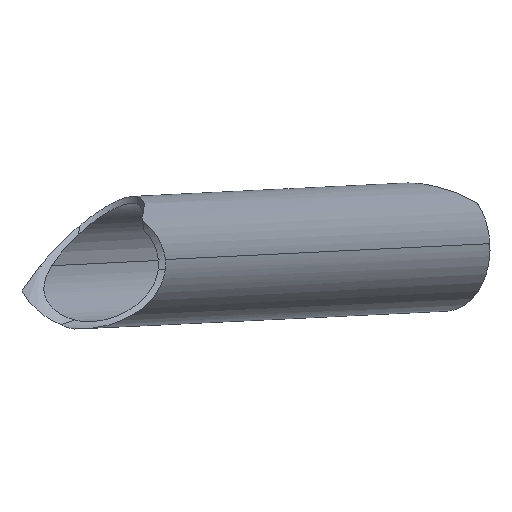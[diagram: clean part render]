
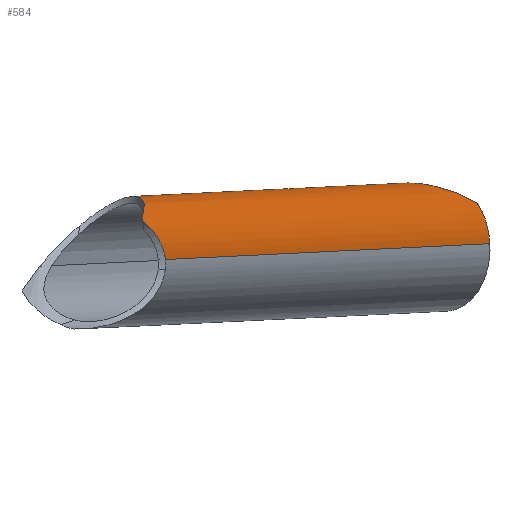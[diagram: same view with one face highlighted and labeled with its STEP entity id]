
A CAD part, top view. The second image highlights one B-rep face of the part: STEP entity #584.
In plain terms, the highlighted cylindrical face has radius 14 mm (diameter 28 mm), a partial arc.
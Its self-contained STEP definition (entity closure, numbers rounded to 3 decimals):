
#63=CARTESIAN_POINT('Vertex',(-1928.516,-295.995,70.909)) ;
#67=CARTESIAN_POINT('Control Point',(-1937.053,-304.69,88.696)) ;
#68=CARTESIAN_POINT('Control Point',(-1936.298,-303.757,86.378)) ;
#69=CARTESIAN_POINT('Control Point',(-1935.481,-302.796,84.091)) ;
#70=CARTESIAN_POINT('Control Point',(-1934.601,-301.812,81.859)) ;
#71=CARTESIAN_POINT('Control Point',(-1933.,-300.11,78.198)) ;
#72=CARTESIAN_POINT('Control Point',(-1931.119,-298.294,74.733)) ;
#73=CARTESIAN_POINT('Control Point',(-1930.325,-297.558,73.406)) ;
#74=CARTESIAN_POINT('Control Point',(-1929.463,-296.791,72.114)) ;
#75=CARTESIAN_POINT('Control Point',(-1928.516,-295.995,70.909)) ;
#76=CARTESIAN_POINT('Vertex',(-1937.053,-304.69,88.696)) ;
#209=CARTESIAN_POINT('Vertex',(-1914.966,-294.749,99.669)) ;
#213=CARTESIAN_POINT('Control Point',(-1914.966,-294.749,99.669)) ;
#214=CARTESIAN_POINT('Control Point',(-1914.806,-294.316,98.109)) ;
#215=CARTESIAN_POINT('Control Point',(-1914.671,-293.895,96.542)) ;
#216=CARTESIAN_POINT('Control Point',(-1914.56,-293.487,94.97)) ;
#217=CARTESIAN_POINT('Control Point',(-1914.394,-292.701,91.825)) ;
#218=CARTESIAN_POINT('Control Point',(-1914.346,-291.978,88.665)) ;
#219=CARTESIAN_POINT('Control Point',(-1914.355,-291.634,87.079)) ;
#220=CARTESIAN_POINT('Control Point',(-1914.457,-290.917,83.565)) ;
#221=CARTESIAN_POINT('Control Point',(-1914.775,-290.319,80.042)) ;
#222=CARTESIAN_POINT('Control Point',(-1915.024,-290.042,78.152)) ;
#223=CARTESIAN_POINT('Control Point',(-1915.592,-289.664,74.995)) ;
#224=CARTESIAN_POINT('Control Point',(-1916.588,-289.547,71.933)) ;
#225=CARTESIAN_POINT('Control Point',(-1917.062,-289.553,70.759)) ;
#226=CARTESIAN_POINT('Control Point',(-1917.866,-289.663,69.214)) ;
#227=CARTESIAN_POINT('Control Point',(-1918.982,-290.012,67.964)) ;
#228=CARTESIAN_POINT('Control Point',(-1919.3,-290.124,67.66)) ;
#229=CARTESIAN_POINT('Control Point',(-1919.97,-290.383,67.139)) ;
#230=CARTESIAN_POINT('Control Point',(-1920.712,-290.722,66.792)) ;
#231=CARTESIAN_POINT('Control Point',(-1921.087,-290.905,66.671)) ;
#232=CARTESIAN_POINT('Control Point',(-1921.998,-291.378,66.504)) ;
#233=CARTESIAN_POINT('Control Point',(-1922.897,-291.903,66.604)) ;
#234=CARTESIAN_POINT('Control Point',(-1923.404,-292.217,66.74)) ;
#235=CARTESIAN_POINT('Control Point',(-1924.921,-293.198,67.338)) ;
#236=CARTESIAN_POINT('Control Point',(-1926.235,-294.159,68.367)) ;
#237=CARTESIAN_POINT('Control Point',(-1927.046,-294.786,69.15)) ;
#238=CARTESIAN_POINT('Control Point',(-1927.805,-295.399,70.005)) ;
#239=CARTESIAN_POINT('Control Point',(-1928.516,-295.995,70.909)) ;
#267=CARTESIAN_POINT('Vertex',(-1909.973,-303.231,95.952)) ;
#271=CARTESIAN_POINT('Control Point',(-1914.966,-294.749,99.669)) ;
#272=CARTESIAN_POINT('Control Point',(-1913.47,-295.943,98.652)) ;
#273=CARTESIAN_POINT('Control Point',(-1912.112,-297.385,97.703)) ;
#274=CARTESIAN_POINT('Control Point',(-1910.954,-299.066,96.861)) ;
#275=CARTESIAN_POINT('Control Point',(-1910.187,-301.099,96.238)) ;
#276=CARTESIAN_POINT('Control Point',(-1909.973,-303.231,95.952)) ;
#388=CARTESIAN_POINT('Vertex',(-1842.759,-290.783,-109.082)) ;
#394=CARTESIAN_POINT('Control Point',(-1842.759,-290.783,-109.082)) ;
#395=CARTESIAN_POINT('Control Point',(-1841.887,-292.133,-107.931)) ;
#396=CARTESIAN_POINT('Control Point',(-1841.135,-293.719,-106.965)) ;
#397=CARTESIAN_POINT('Control Point',(-1840.547,-295.531,-106.248)) ;
#398=CARTESIAN_POINT('Control Point',(-1840.198,-297.492,-105.882)) ;
#399=CARTESIAN_POINT('Control Point',(-1840.097,-299.466,-105.868)) ;
#400=CARTESIAN_POINT('Vertex',(-1840.097,-299.466,-105.868)) ;
#521=CARTESIAN_POINT('Axis2P3D Location',(-1889.405,-302.123,-6.19)) ;
#526=CARTESIAN_POINT('Line Origine',(-1902.613,-302.835,-10.776)) ;
#530=CARTESIAN_POINT('Vertex',(-1866.304,-300.878,-115.646)) ;
#533=CARTESIAN_POINT('Line Origine',(-1876.196,-301.411,-1.603)) ;
#539=CARTESIAN_POINT('Control Point',(-1842.759,-290.783,-109.082)) ;
#540=CARTESIAN_POINT('Control Point',(-1843.796,-290.172,-107.835)) ;
#541=CARTESIAN_POINT('Control Point',(-1844.885,-289.595,-106.619)) ;
#542=CARTESIAN_POINT('Control Point',(-1846.026,-289.053,-105.436)) ;
#543=CARTESIAN_POINT('Control Point',(-1848.393,-288.064,-103.179)) ;
#544=CARTESIAN_POINT('Control Point',(-1851.006,-287.274,-101.125)) ;
#545=CARTESIAN_POINT('Control Point',(-1852.348,-286.945,-100.182)) ;
#546=CARTESIAN_POINT('Control Point',(-1854.474,-286.556,-98.882)) ;
#547=CARTESIAN_POINT('Control Point',(-1856.77,-286.41,-97.876)) ;
#548=CARTESIAN_POINT('Control Point',(-1857.55,-286.393,-97.582)) ;
#549=CARTESIAN_POINT('Control Point',(-1858.347,-286.414,-97.336)) ;
#550=CARTESIAN_POINT('Control Point',(-1859.155,-286.481,-97.155)) ;
#551=CARTESIAN_POINT('Vertex',(-1859.155,-286.481,-97.155)) ;
#555=CARTESIAN_POINT('Control Point',(-1866.304,-300.878,-115.646)) ;
#556=CARTESIAN_POINT('Control Point',(-1866.877,-299.976,-114.134)) ;
#557=CARTESIAN_POINT('Control Point',(-1867.375,-299.046,-112.609)) ;
#558=CARTESIAN_POINT('Control Point',(-1867.785,-298.093,-111.08)) ;
#559=CARTESIAN_POINT('Control Point',(-1868.391,-296.194,-108.106)) ;
#560=CARTESIAN_POINT('Control Point',(-1868.52,-294.19,-105.143)) ;
#561=CARTESIAN_POINT('Control Point',(-1868.449,-293.205,-103.734)) ;
#562=CARTESIAN_POINT('Control Point',(-1868.086,-291.704,-101.674)) ;
#563=CARTESIAN_POINT('Control Point',(-1867.151,-290.215,-99.828)) ;
#564=CARTESIAN_POINT('Control Point',(-1866.778,-289.736,-99.26)) ;
#565=CARTESIAN_POINT('Control Point',(-1866.058,-289.001,-98.438)) ;
#566=CARTESIAN_POINT('Control Point',(-1865.133,-288.337,-97.792)) ;
#567=CARTESIAN_POINT('Control Point',(-1864.763,-288.104,-97.581)) ;
#568=CARTESIAN_POINT('Control Point',(-1863.543,-287.436,-97.03)) ;
#569=CARTESIAN_POINT('Control Point',(-1862.127,-286.943,-96.801)) ;
#570=CARTESIAN_POINT('Control Point',(-1861.128,-286.711,-96.809)) ;
#571=CARTESIAN_POINT('Control Point',(-1860.134,-286.562,-96.935)) ;
#572=CARTESIAN_POINT('Control Point',(-1859.155,-286.481,-97.155)) ;
#522=DIRECTION('Axis2P3D Direction',(-0.327,-0.018,0.945)) ;
#523=DIRECTION('Axis2P3D XDirection',(0.943,0.051,0.328)) ;
#527=DIRECTION('Vector Direction',(-0.327,-0.018,0.945)) ;
#534=DIRECTION('Vector Direction',(-0.327,-0.018,0.945)) ;
#524=AXIS2_PLACEMENT_3D('Cylinder Axis2P3D',#521,#522,#523) ;
#575=ORIENTED_EDGE('',*,*,#532,.T.) ;
#576=ORIENTED_EDGE('',*,*,#78,.T.) ;
#577=ORIENTED_EDGE('',*,*,#240,.F.) ;
#578=ORIENTED_EDGE('',*,*,#277,.T.) ;
#579=ORIENTED_EDGE('',*,*,#537,.F.) ;
#580=ORIENTED_EDGE('',*,*,#402,.F.) ;
#581=ORIENTED_EDGE('',*,*,#553,.T.) ;
#582=ORIENTED_EDGE('',*,*,#573,.F.) ;
#528=VECTOR('Line Direction',#527,1.) ;
#535=VECTOR('Line Direction',#534,1.) ;
#584=ADVANCED_FACE('Corps principal',(#583),#525,.T.) ;
#66=B_SPLINE_CURVE_WITH_KNOTS('',5,(#67,#68,#69,#70,#71,#72,#73,#74,#75),.UNSPECIFIED.,.F.,.U.,(6,3,6),(0.,18.461,30.674),.UNSPECIFIED.) ;
#212=B_SPLINE_CURVE_WITH_KNOTS('',5,(#213,#214,#215,#216,#217,#218,#219,#220,#221,#222,#223,#224,#225,#226,#227,#228,#229,#230,#231,#232,#233,#234,#235,#236,#237,#238,#239),.UNSPECIFIED.,.F.,.U.,(6,3,3,3,3,3,3,3,6),(18.257,29.767,41.278,55.123,64.014,67.194,70.243,74.503,83.661),.UNSPECIFIED.) ;
#270=B_SPLINE_CURVE_WITH_KNOTS('',5,(#271,#272,#273,#274,#275,#276),.UNSPECIFIED.,.F.,.U.,(6,6),(23.865,39.151),.UNSPECIFIED.) ;
#393=B_SPLINE_CURVE_WITH_KNOTS('',5,(#394,#395,#396,#397,#398,#399),.UNSPECIFIED.,.F.,.U.,(6,6),(21.555,35.536),.UNSPECIFIED.) ;
#538=B_SPLINE_CURVE_WITH_KNOTS('',5,(#539,#540,#541,#542,#543,#544,#545,#546,#547,#548,#549,#550),.UNSPECIFIED.,.F.,.U.,(6,3,3,6),(13.352,25.62,37.474,43.346),.UNSPECIFIED.) ;
#554=B_SPLINE_CURVE_WITH_KNOTS('',5,(#555,#556,#557,#558,#559,#560,#561,#562,#563,#564,#565,#566,#567,#568,#569,#570,#571,#572),.UNSPECIFIED.,.F.,.U.,(6,3,3,3,3,6),(0.,13.097,25.254,31.066,34.484,41.602),.UNSPECIFIED.) ;
#525=CYLINDRICAL_SURFACE('generated cylinder',#524,14.) ;
#78=EDGE_CURVE('',#77,#64,#66,.T.) ;
#240=EDGE_CURVE('',#210,#64,#212,.T.) ;
#277=EDGE_CURVE('',#210,#268,#270,.T.) ;
#402=EDGE_CURVE('',#389,#401,#393,.T.) ;
#532=EDGE_CURVE('',#531,#77,#529,.T.) ;
#537=EDGE_CURVE('',#401,#268,#536,.T.) ;
#553=EDGE_CURVE('',#389,#552,#538,.T.) ;
#573=EDGE_CURVE('',#531,#552,#554,.T.) ;
#574=EDGE_LOOP('',(#575,#576,#577,#578,#579,#580,#581,#582)) ;
#583=FACE_OUTER_BOUND('',#574,.T.) ;
#529=LINE('Line',#526,#528) ;
#536=LINE('Line',#533,#535) ;
#64=VERTEX_POINT('',#63) ;
#77=VERTEX_POINT('',#76) ;
#210=VERTEX_POINT('',#209) ;
#268=VERTEX_POINT('',#267) ;
#389=VERTEX_POINT('',#388) ;
#401=VERTEX_POINT('',#400) ;
#531=VERTEX_POINT('',#530) ;
#552=VERTEX_POINT('',#551) ;
